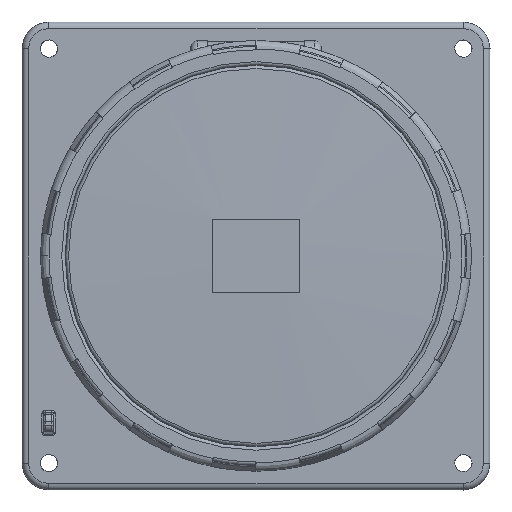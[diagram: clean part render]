
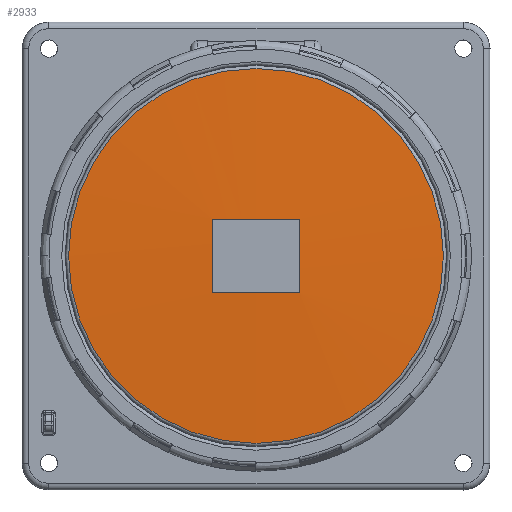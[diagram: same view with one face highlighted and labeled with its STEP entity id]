
A CAD part, front view. The second image highlights one B-rep face of the part: STEP entity #2933.
In plain terms, the highlighted spherical face has radius 1100 mm.
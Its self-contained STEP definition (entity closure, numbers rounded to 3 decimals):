
#1704=SPHERICAL_SURFACE('',#33342,1100.);
#1711=FACE_BOUND('',#7509,.T.);
#1712=FACE_BOUND('',#7510,.T.);
#2933=ADVANCED_FACE('',(#1711,#1712),#1704,.T.);
#7509=EDGE_LOOP('',(#11244));
#7510=EDGE_LOOP('',(#11245,#11246,#11247,#11248));
#9819=CIRCLE('',#33273,1099.945);
#9820=CIRCLE('',#33276,1099.923);
#9821=CIRCLE('',#33278,1099.923);
#9846=CIRCLE('',#33340,55.951);
#9847=CIRCLE('',#33341,1099.945);
#11244=ORIENTED_EDGE('',*,*,#23628,.T.);
#11245=ORIENTED_EDGE('',*,*,#23498,.F.);
#11246=ORIENTED_EDGE('',*,*,#23505,.T.);
#11247=ORIENTED_EDGE('',*,*,#23629,.T.);
#11248=ORIENTED_EDGE('',*,*,#23506,.F.);
#20332=VERTEX_POINT('',#45128);
#20334=VERTEX_POINT('',#45131);
#20338=VERTEX_POINT('',#45143);
#20339=VERTEX_POINT('',#45147);
#20424=VERTEX_POINT('',#45391);
#23498=EDGE_CURVE('',#20332,#20334,#9819,.T.);
#23505=EDGE_CURVE('',#20332,#20338,#9820,.T.);
#23506=EDGE_CURVE('',#20334,#20339,#9821,.T.);
#23628=EDGE_CURVE('',#20424,#20424,#9846,.T.);
#23629=EDGE_CURVE('',#20338,#20339,#9847,.T.);
#33273=AXIS2_PLACEMENT_3D('',#45130,#36365,#36366);
#33276=AXIS2_PLACEMENT_3D('',#45144,#36377,#36378);
#33278=AXIS2_PLACEMENT_3D('',#45146,#36381,#36382);
#33340=AXIS2_PLACEMENT_3D('',#45390,#36602,#36603);
#33341=AXIS2_PLACEMENT_3D('',#45392,#36604,#36605);
#33342=AXIS2_PLACEMENT_3D('',#45393,#36606,#36607);
#36365=DIRECTION('',(0.,0.,1.));
#36366=DIRECTION('',(-1.,0.,0.));
#36377=DIRECTION('',(-1.,0.,0.));
#36378=DIRECTION('',(0.,1.,0.));
#36381=DIRECTION('',(-1.,0.,0.));
#36382=DIRECTION('',(0.,1.,0.));
#36602=DIRECTION('',(0.,-1.,0.));
#36603=DIRECTION('',(0.,0.,1.));
#36604=DIRECTION('',(0.,0.,1.));
#36605=DIRECTION('',(1.,0.,0.));
#36606=DIRECTION('',(0.,-1.,0.));
#36607=DIRECTION('',(0.,0.,1.));
#45128=CARTESIAN_POINT('',(-315.323,-82.246,-11.));
#45130=CARTESIAN_POINT('',(-302.323,1017.622,-11.));
#45131=CARTESIAN_POINT('',(-289.323,-82.246,-11.));
#45143=CARTESIAN_POINT('',(-315.323,-82.246,11.));
#45144=CARTESIAN_POINT('',(-315.323,1017.622,0.));
#45146=CARTESIAN_POINT('',(-289.323,1017.622,0.));
#45147=CARTESIAN_POINT('',(-289.323,-82.246,11.));
#45390=CARTESIAN_POINT('',(-302.323,-80.954,0.));
#45391=CARTESIAN_POINT('',(-302.323,-80.954,55.951));
#45392=CARTESIAN_POINT('',(-302.323,1017.622,11.));
#45393=CARTESIAN_POINT('',(-302.323,1017.622,0.));
